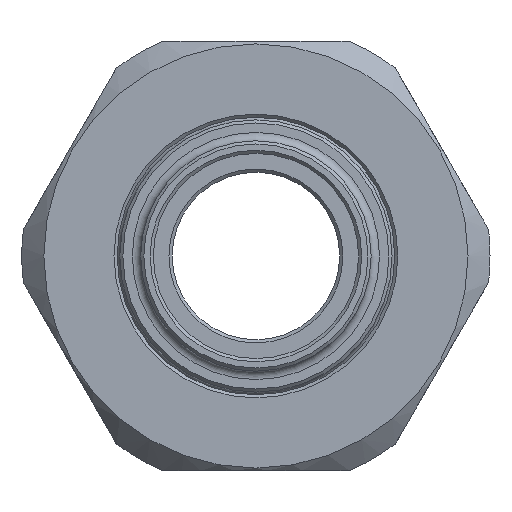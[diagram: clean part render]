
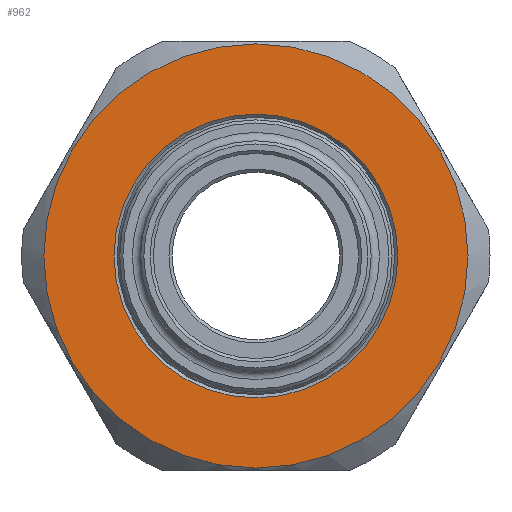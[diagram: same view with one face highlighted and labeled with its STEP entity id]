
A CAD part, left-side view. The second image highlights one B-rep face of the part: STEP entity #962.
In plain terms, the highlighted planar face has unit normal (-1, 0, 0).
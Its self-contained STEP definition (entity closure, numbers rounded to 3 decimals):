
#38=FACE_BOUND('',#185,.T.);
#91=PLANE('',#1119);
#124=FACE_OUTER_BOUND('',#184,.T.);
#184=EDGE_LOOP('',(#741));
#185=EDGE_LOOP('',(#742));
#341=CIRCLE('',#1099,20.25);
#351=CIRCLE('',#1118,13.55);
#432=VERTEX_POINT('',#1659);
#441=VERTEX_POINT('',#1694);
#539=EDGE_CURVE('',#432,#432,#341,.T.);
#553=EDGE_CURVE('',#441,#441,#351,.T.);
#741=ORIENTED_EDGE('',*,*,#539,.T.);
#742=ORIENTED_EDGE('',*,*,#553,.F.);
#962=ADVANCED_FACE('',(#124,#38),#91,.T.);
#1099=AXIS2_PLACEMENT_3D('',#1661,#1286,#1287);
#1118=AXIS2_PLACEMENT_3D('',#1695,#1327,#1328);
#1119=AXIS2_PLACEMENT_3D('',#1697,#1330,#1331);
#1286=DIRECTION('center_axis',(-1.,0.,0.));
#1287=DIRECTION('ref_axis',(0.,1.,0.));
#1327=DIRECTION('center_axis',(-1.,0.,0.));
#1328=DIRECTION('ref_axis',(0.,0.,-1.));
#1330=DIRECTION('center_axis',(-1.,0.,0.));
#1331=DIRECTION('ref_axis',(0.,0.,1.));
#1659=CARTESIAN_POINT('',(-16.,-20.25,0.));
#1661=CARTESIAN_POINT('Origin',(-16.,0.,0.));
#1694=CARTESIAN_POINT('',(-16.,0.,13.55));
#1695=CARTESIAN_POINT('Origin',(-16.,0.,0.));
#1697=CARTESIAN_POINT('Origin',(-16.,0.,0.));
